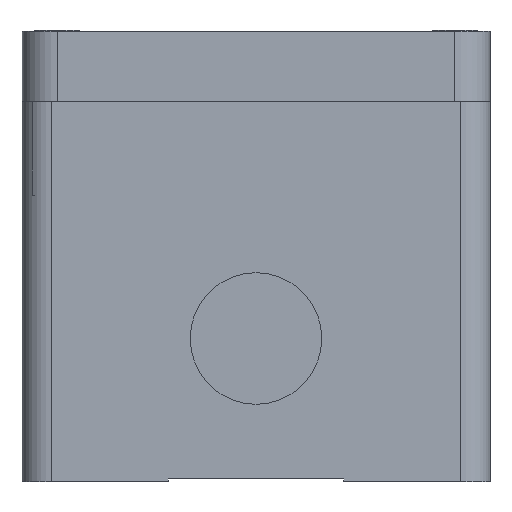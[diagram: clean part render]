
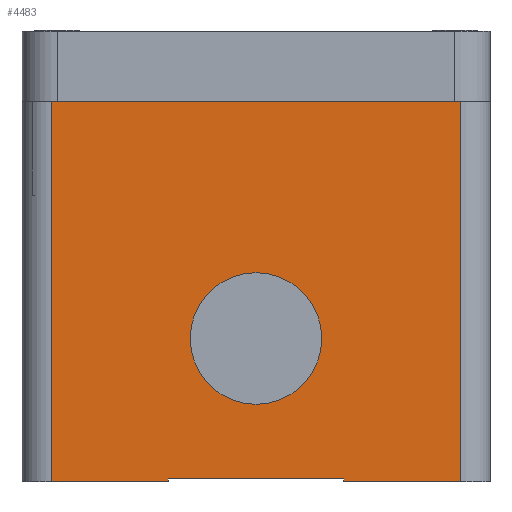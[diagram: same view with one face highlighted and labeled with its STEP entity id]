
A CAD part, front view. The second image highlights one B-rep face of the part: STEP entity #4483.
In plain terms, the highlighted planar face has unit normal (0, -1, 0).
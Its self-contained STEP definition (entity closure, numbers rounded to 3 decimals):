
#107=FACE_BOUND('',#583,.T.);
#303=FACE_OUTER_BOUND('',#582,.T.);
#582=EDGE_LOOP('',(#3896,#3897,#3898,#3899,#3900,#3901,#3902,#3903));
#583=EDGE_LOOP('',(#3904,#3905));
#739=CIRCLE('',#4853,11.25);
#740=CIRCLE('',#4854,11.25);
#941=LINE('',#6655,#1452);
#946=LINE('',#6672,#1457);
#1017=LINE('',#6865,#1528);
#1204=LINE('',#7313,#1715);
#1205=LINE('',#7315,#1716);
#1206=LINE('',#7316,#1717);
#1207=LINE('',#7317,#1718);
#1208=LINE('',#7318,#1719);
#1452=VECTOR('',#5384,1000.);
#1457=VECTOR('',#5397,1000.);
#1528=VECTOR('',#5582,1000.);
#1715=VECTOR('',#5981,1000.);
#1716=VECTOR('',#5982,1000.);
#1717=VECTOR('',#5983,1000.);
#1718=VECTOR('',#5984,1000.);
#1719=VECTOR('',#5985,1000.);
#1952=VERTEX_POINT('',#6652);
#1953=VERTEX_POINT('',#6654);
#1960=VERTEX_POINT('',#6670);
#1961=VERTEX_POINT('',#6671);
#2025=VERTEX_POINT('',#6862);
#2026=VERTEX_POINT('',#6864);
#2179=VERTEX_POINT('',#7306);
#2180=VERTEX_POINT('',#7308);
#2181=VERTEX_POINT('',#7312);
#2182=VERTEX_POINT('',#7314);
#2450=EDGE_CURVE('',#1953,#1952,#941,.T.);
#2458=EDGE_CURVE('',#1960,#1961,#946,.T.);
#2550=EDGE_CURVE('',#2025,#2026,#1017,.T.);
#2768=EDGE_CURVE('',#2179,#2180,#739,.T.);
#2769=EDGE_CURVE('',#2180,#2179,#740,.T.);
#2770=EDGE_CURVE('',#1952,#2181,#1204,.T.);
#2771=EDGE_CURVE('',#2181,#2182,#1205,.T.);
#2772=EDGE_CURVE('',#1960,#2182,#1206,.T.);
#2773=EDGE_CURVE('',#2026,#1961,#1207,.T.);
#2774=EDGE_CURVE('',#2025,#1953,#1208,.T.);
#3896=ORIENTED_EDGE('',*,*,#2450,.T.);
#3897=ORIENTED_EDGE('',*,*,#2770,.T.);
#3898=ORIENTED_EDGE('',*,*,#2771,.T.);
#3899=ORIENTED_EDGE('',*,*,#2772,.F.);
#3900=ORIENTED_EDGE('',*,*,#2458,.T.);
#3901=ORIENTED_EDGE('',*,*,#2773,.F.);
#3902=ORIENTED_EDGE('',*,*,#2550,.F.);
#3903=ORIENTED_EDGE('',*,*,#2774,.T.);
#3904=ORIENTED_EDGE('',*,*,#2769,.F.);
#3905=ORIENTED_EDGE('',*,*,#2768,.F.);
#4260=PLANE('',#4855);
#4483=ADVANCED_FACE('',(#303,#107),#4260,.T.);
#4853=AXIS2_PLACEMENT_3D('',#7309,#5975,#5976);
#4854=AXIS2_PLACEMENT_3D('',#7310,#5977,#5978);
#4855=AXIS2_PLACEMENT_3D('',#7311,#5979,#5980);
#5384=DIRECTION('',(1.,0.,0.));
#5397=DIRECTION('',(1.,0.,0.));
#5582=DIRECTION('',(1.,0.,0.));
#5975=DIRECTION('center_axis',(0.,-1.,0.));
#5976=DIRECTION('ref_axis',(-1.,0.,0.));
#5977=DIRECTION('center_axis',(0.,-1.,0.));
#5978=DIRECTION('ref_axis',(-1.,0.,0.));
#5979=DIRECTION('center_axis',(0.,-1.,0.));
#5980=DIRECTION('ref_axis',(0.,0.,-1.));
#5981=DIRECTION('',(0.,0.,1.));
#5982=DIRECTION('',(1.,0.,0.));
#5983=DIRECTION('',(0.,0.,1.));
#5984=DIRECTION('',(0.,0.,-1.));
#5985=DIRECTION('',(0.,0.,-1.));
#6652=CARTESIAN_POINT('',(25.,0.,0.));
#6654=CARTESIAN_POINT('',(5.,0.,0.));
#6655=CARTESIAN_POINT('',(5.,0.,0.));
#6670=CARTESIAN_POINT('',(55.,0.,0.));
#6671=CARTESIAN_POINT('',(75.,0.,0.));
#6672=CARTESIAN_POINT('',(55.,0.,0.));
#6862=CARTESIAN_POINT('',(5.,0.,65.));
#6864=CARTESIAN_POINT('',(75.,0.,65.));
#6865=CARTESIAN_POINT('',(5.,0.,65.));
#7306=CARTESIAN_POINT('',(28.75,0.,24.5));
#7308=CARTESIAN_POINT('',(51.25,0.,24.5));
#7309=CARTESIAN_POINT('Origin',(40.,0.,24.5));
#7310=CARTESIAN_POINT('Origin',(40.,0.,24.5));
#7311=CARTESIAN_POINT('Origin',(0.,0.,0.));
#7312=CARTESIAN_POINT('',(25.,0.,0.5));
#7313=CARTESIAN_POINT('',(25.,0.,0.));
#7314=CARTESIAN_POINT('',(55.,0.,0.5));
#7315=CARTESIAN_POINT('',(25.,0.,0.5));
#7316=CARTESIAN_POINT('',(55.,0.,0.));
#7317=CARTESIAN_POINT('',(75.,0.,65.));
#7318=CARTESIAN_POINT('',(5.,0.,65.));
